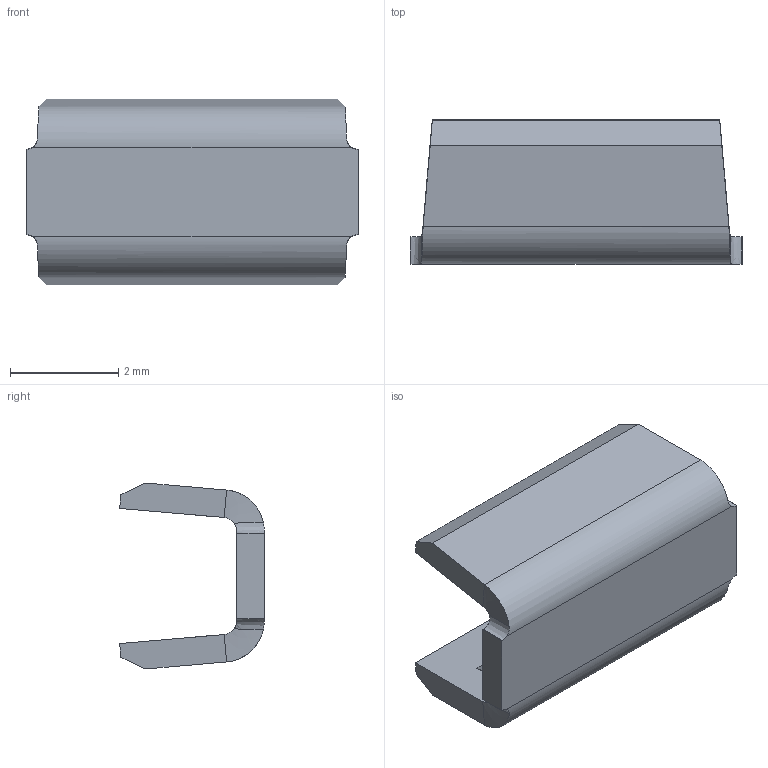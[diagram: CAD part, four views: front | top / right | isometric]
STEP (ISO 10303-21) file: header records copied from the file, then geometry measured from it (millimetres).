
FILE_DESCRIPTION (( 'STEP AP203' ), '1' );
FILE_NAME ('09974.STEP', '2015-02-24T16:53:37', ( '' ), ( '' ), 'SwSTEP 2.0', 'SolidWorks 2014', '' );
FILE_SCHEMA (( 'CONFIG_CONTROL_DESIGN' ));
Length unit declared in the file: inch
Products named in the file (1): 09974
Bounding box: 6.12 x 2.67 x 3.43 mm (x, y, z)
Volume: 18.9 mm3; surface area: 95 mm2
Topology: 1 solids, 1 shells, 137 faces, 313 edges, 178 vertices
Faces by surface type: plane 83, cone 28, cylinder 18, bspline 8
Entity records: 4036 total; most frequent: CARTESIAN_POINT 993, ORIENTED_EDGE 626, DIRECTION 579, EDGE_CURVE 313, LINE 235, VECTOR 235, VERTEX_POINT 178, AXIS2_PLACEMENT_3D 172
